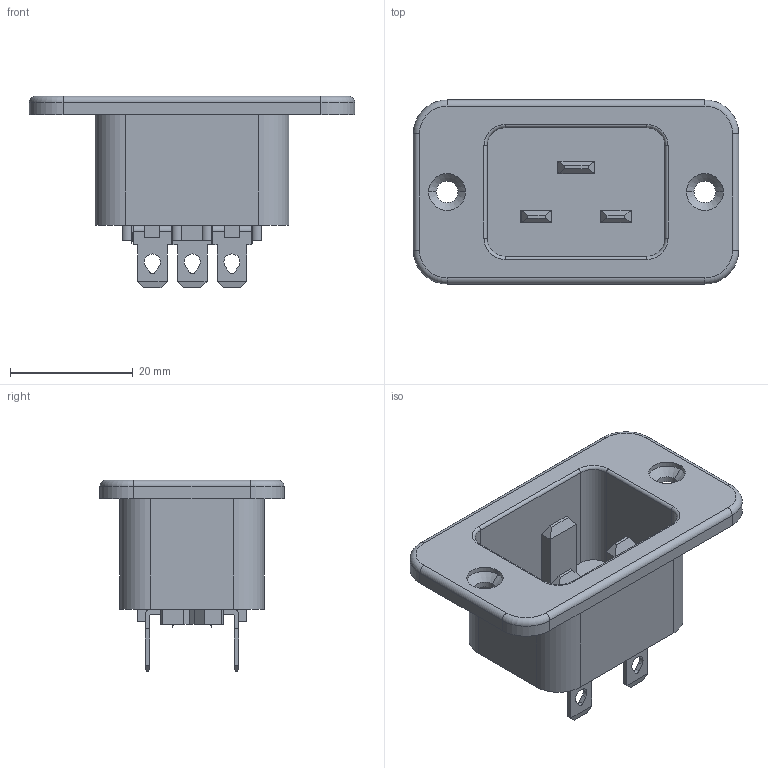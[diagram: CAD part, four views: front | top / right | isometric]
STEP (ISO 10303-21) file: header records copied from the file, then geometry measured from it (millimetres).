
FILE_DESCRIPTION (( 'STEP AP214' ), '1' );
FILE_NAME ('744W-4.8.STEP', '2024-01-22T08:14:59', ( '' ), ( '' ), 'SwSTEP 2.0', 'SolidWorks 2016', '' );
FILE_SCHEMA (( 'AUTOMOTIVE_DESIGN' ));
Length unit declared in the file: millimetre
Products named in the file (5): RF2004-001-0.8-4.8; SS3B-002; SS3B-001; SS3A Series; 744W-4.8
Assembly tree (7 placements, depth 2):
  744W-4.8
    SS3A Series
    SS3B-001
    SS3B-002  x2
    RF2004-001-0.8-4.8  x3
Bounding box: 53 x 30 x 31.2 mm (x, y, z)
Volume: 7258 mm3; surface area: 8862.4 mm2
Topology: 7 solids, 7 shells, 304 faces, 792 edges, 508 vertices
Faces by surface type: plane 240, cylinder 52, torus 8, cone 4
Entity records: 7046 total; most frequent: CARTESIAN_POINT 1200, ORIENTED_EDGE 1176, DIRECTION 1148, EDGE_CURVE 588, LINE 500, VECTOR 500, VERTEX_POINT 376, AXIS2_PLACEMENT_3D 324
